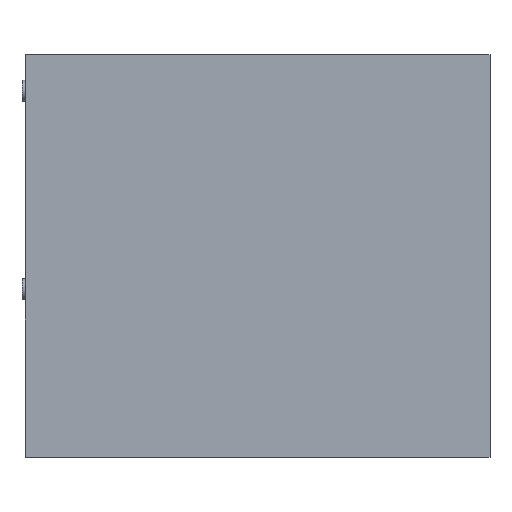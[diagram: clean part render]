
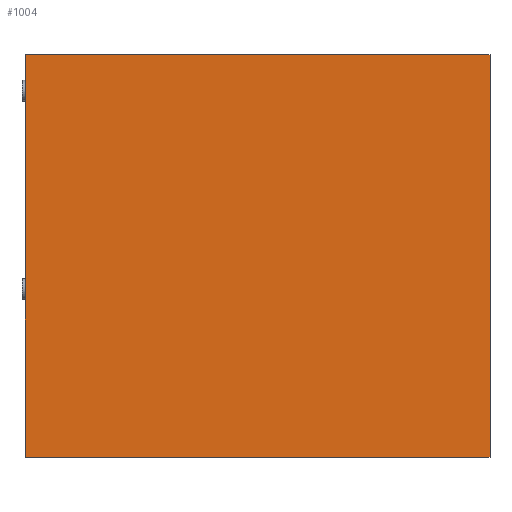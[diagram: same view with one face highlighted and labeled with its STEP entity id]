
A CAD part, top view. The second image highlights one B-rep face of the part: STEP entity #1004.
In plain terms, the highlighted planar face has unit normal (0, 0, 1).
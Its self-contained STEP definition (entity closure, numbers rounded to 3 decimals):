
#108=PLANE('',#1138);
#191=FACE_OUTER_BOUND('',#261,.T.);
#261=EDGE_LOOP('',(#913,#914,#915,#916));
#354=LINE('',#1636,#459);
#357=LINE('',#1642,#462);
#360=LINE('',#1648,#465);
#363=LINE('',#1652,#468);
#459=VECTOR('',#1358,10.);
#462=VECTOR('',#1363,10.);
#465=VECTOR('',#1368,10.);
#468=VECTOR('',#1373,10.);
#566=VERTEX_POINT('',#1633);
#567=VERTEX_POINT('',#1635);
#569=VERTEX_POINT('',#1641);
#571=VERTEX_POINT('',#1647);
#680=EDGE_CURVE('',#567,#566,#354,.T.);
#683=EDGE_CURVE('',#569,#567,#357,.T.);
#686=EDGE_CURVE('',#571,#569,#360,.T.);
#689=EDGE_CURVE('',#566,#571,#363,.T.);
#913=ORIENTED_EDGE('',*,*,#689,.T.);
#914=ORIENTED_EDGE('',*,*,#686,.T.);
#915=ORIENTED_EDGE('',*,*,#683,.T.);
#916=ORIENTED_EDGE('',*,*,#680,.T.);
#1004=ADVANCED_FACE('',(#191),#108,.T.);
#1138=AXIS2_PLACEMENT_3D('',#1653,#1374,#1375);
#1358=DIRECTION('',(0.,-1.,0.));
#1363=DIRECTION('',(-1.,0.,0.));
#1368=DIRECTION('',(0.,1.,0.));
#1373=DIRECTION('',(1.,0.,0.));
#1374=DIRECTION('center_axis',(0.,0.,1.));
#1375=DIRECTION('ref_axis',(1.,0.,0.));
#1633=CARTESIAN_POINT('',(-84.25,-73.,42.));
#1635=CARTESIAN_POINT('',(-84.25,73.,42.));
#1636=CARTESIAN_POINT('',(-84.25,73.,42.));
#1641=CARTESIAN_POINT('',(84.25,73.,42.));
#1642=CARTESIAN_POINT('',(84.25,73.,42.));
#1647=CARTESIAN_POINT('',(84.25,-73.,42.));
#1648=CARTESIAN_POINT('',(84.25,-73.,42.));
#1652=CARTESIAN_POINT('',(-84.25,-73.,42.));
#1653=CARTESIAN_POINT('Origin',(0.,0.,42.));
